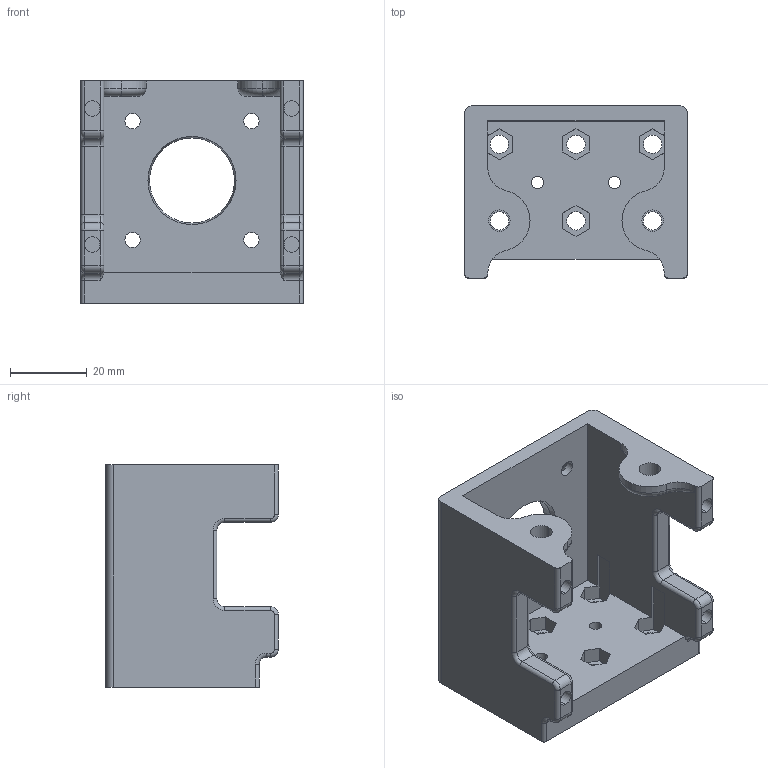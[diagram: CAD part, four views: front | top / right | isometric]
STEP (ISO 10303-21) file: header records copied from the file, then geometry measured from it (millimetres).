
FILE_DESCRIPTION (( 'STEP AP214' ), '1' );
FILE_NAME ('stepper_Holder_64.STEP', '2024-11-24T10:42:52', ( '' ), ( '' ), 'SwSTEP 2.0', 'SolidWorks 2021', '' );
FILE_SCHEMA (( 'AUTOMOTIVE_DESIGN' ));
Length unit declared in the file: millimetre
Products named in the file (1): stepper_Holder_64
Bounding box: 58 x 45 x 58 mm (x, y, z)
Volume: 47463.8 mm3; surface area: 20855 mm2
Topology: 1 solids, 1 shells, 208 faces, 539 edges, 335 vertices
Faces by surface type: cylinder 85, plane 78, torus 31, cone 14
Entity records: 6485 total; most frequent: DIRECTION 1177, CARTESIAN_POINT 1143, ORIENTED_EDGE 1078, EDGE_CURVE 539, AXIS2_PLACEMENT_3D 437, VERTEX_POINT 335, VECTOR 303, LINE 303
